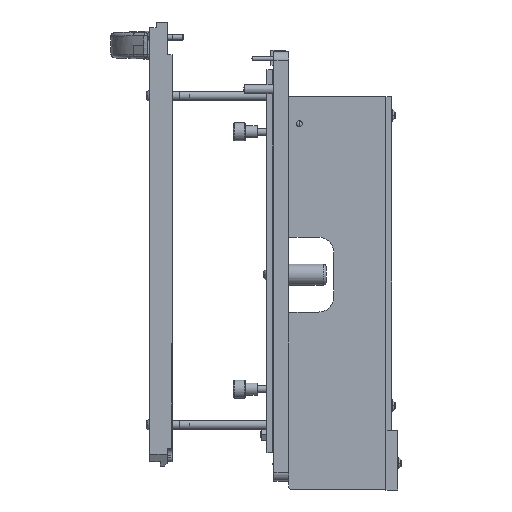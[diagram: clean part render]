
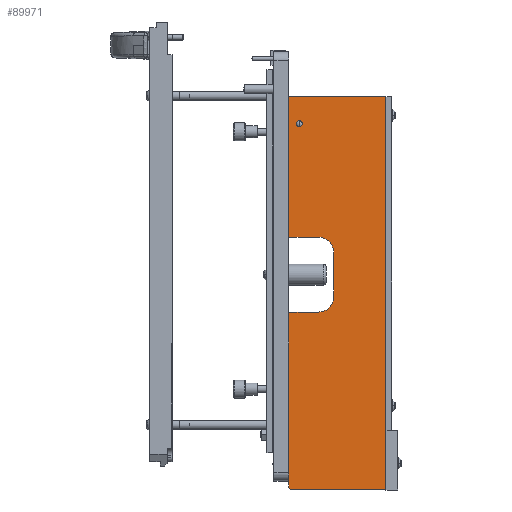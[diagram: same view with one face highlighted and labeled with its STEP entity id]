
A CAD part, left-side view. The second image highlights one B-rep face of the part: STEP entity #89971.
In plain terms, the highlighted face is planar.
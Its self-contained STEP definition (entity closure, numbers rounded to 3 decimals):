
#1597 = ORIENTED_EDGE ( 'NONE', *, *, #38217, .F. ) ;
#2090 = AXIS2_PLACEMENT_3D ( 'NONE', #83736, #69563, #48010 ) ;
#3532 = DIRECTION ( 'NONE',  ( 0., -1., 0. ) ) ;
#3868 = VERTEX_POINT ( 'NONE', #12843 ) ;
#4405 = CARTESIAN_POINT ( 'NONE',  ( 5., 65., 131.5 ) ) ;
#4924 = LINE ( 'NONE', #26744, #54806 ) ;
#6344 = ORIENTED_EDGE ( 'NONE', *, *, #13324, .T. ) ;
#6983 = ORIENTED_EDGE ( 'NONE', *, *, #79851, .F. ) ;
#7256 = EDGE_CURVE ( 'NONE', #3868, #90525, #80522, .T. ) ;
#7476 = LINE ( 'NONE', #9214, #50688 ) ;
#9214 = CARTESIAN_POINT ( 'NONE',  ( 5., 65., 131.5 ) ) ;
#9472 = DIRECTION ( 'NONE',  ( 0., 1., 0. ) ) ;
#10014 = CARTESIAN_POINT ( 'NONE',  ( 5., 45., -27.5 ) ) ;
#11670 = ORIENTED_EDGE ( 'NONE', *, *, #91280, .F. ) ;
#11672 = CARTESIAN_POINT ( 'NONE',  ( 5., 65., 12.5 ) ) ;
#12843 = CARTESIAN_POINT ( 'NONE',  ( 5., 63.845, 131.5 ) ) ;
#13162 = DIRECTION ( 'NONE',  ( 0., 0., -1. ) ) ;
#13324 = EDGE_CURVE ( 'NONE', #79763, #3868, #50122, .T. ) ;
#14906 = LINE ( 'NONE', #62478, #71166 ) ;
#15321 = ORIENTED_EDGE ( 'NONE', *, *, #29208, .T. ) ;
#15838 = AXIS2_PLACEMENT_3D ( 'NONE', #10014, #23969, #80798 ) ;
#17231 = CARTESIAN_POINT ( 'NONE',  ( 5., 65., -131.5 ) ) ;
#18981 = VERTEX_POINT ( 'NONE', #73661 ) ;
#20814 = CIRCLE ( 'NONE', #15838, 10. ) ;
#22590 = ORIENTED_EDGE ( 'NONE', *, *, #7256, .T. ) ;
#23969 = DIRECTION ( 'NONE',  ( 1., 0., 0. ) ) ;
#24357 = DIRECTION ( 'NONE',  ( 0., 0., -1. ) ) ;
#25257 = LINE ( 'NONE', #17231, #64064 ) ;
#25309 = EDGE_CURVE ( 'NONE', #85656, #51896, #26099, .T. ) ;
#26099 = LINE ( 'NONE', #11672, #46052 ) ;
#26160 = AXIS2_PLACEMENT_3D ( 'NONE', #63439, #56393, #62820 ) ;
#26744 = CARTESIAN_POINT ( 'NONE',  ( 5., 0., 131.5 ) ) ;
#27513 = VERTEX_POINT ( 'NONE', #71379 ) ;
#29208 = EDGE_CURVE ( 'NONE', #90525, #27513, #4924, .T. ) ;
#32332 = CARTESIAN_POINT ( 'NONE',  ( 5., 65., 131.5 ) ) ;
#33329 = ORIENTED_EDGE ( 'NONE', *, *, #75117, .F. ) ;
#33803 = DIRECTION ( 'NONE',  ( -1., 0., 0. ) ) ;
#34139 = EDGE_CURVE ( 'NONE', #42186, #18981, #70913, .T. ) ;
#36050 = VERTEX_POINT ( 'NONE', #74760 ) ;
#37664 = CARTESIAN_POINT ( 'NONE',  ( 5., 65., -37.5 ) ) ;
#38217 = EDGE_CURVE ( 'NONE', #36050, #42186, #20814, .T. ) ;
#38310 = CARTESIAN_POINT ( 'NONE',  ( 5., 57.9, -115.5 ) ) ;
#38505 = VECTOR ( 'NONE', #53961, 1000. ) ;
#38525 = CIRCLE ( 'NONE', #26160, 10. ) ;
#38877 = DIRECTION ( 'NONE',  ( -1., 0., 0. ) ) ;
#41160 = CIRCLE ( 'NONE', #87574, 2. ) ;
#41161 = DIRECTION ( 'NONE',  ( 0., 0., -1. ) ) ;
#42186 = VERTEX_POINT ( 'NONE', #59587 ) ;
#43100 = ORIENTED_EDGE ( 'NONE', *, *, #34139, .F. ) ;
#43171 = EDGE_LOOP ( 'NONE', ( #68733, #44474 ) ) ;
#43309 = VECTOR ( 'NONE', #9472, 1000. ) ;
#43545 = EDGE_CURVE ( 'NONE', #73342, #77416, #73973, .T. ) ;
#44474 = ORIENTED_EDGE ( 'NONE', *, *, #43545, .T. ) ;
#45905 = CARTESIAN_POINT ( 'NONE',  ( 5., 0., 131.5 ) ) ;
#46052 = VECTOR ( 'NONE', #46684, 1000. ) ;
#46632 = EDGE_CURVE ( 'NONE', #77416, #73342, #41160, .T. ) ;
#46684 = DIRECTION ( 'NONE',  ( 0., -1., 0. ) ) ;
#48010 = DIRECTION ( 'NONE',  ( 0., 0., 1. ) ) ;
#49602 = LINE ( 'NONE', #72583, #71645 ) ;
#50122 = LINE ( 'NONE', #55771, #60037 ) ;
#50428 = CARTESIAN_POINT ( 'NONE',  ( 5., 65., 129.5 ) ) ;
#50688 = VECTOR ( 'NONE', #59049, 1000. ) ;
#51896 = VERTEX_POINT ( 'NONE', #77312 ) ;
#53961 = DIRECTION ( 'NONE',  ( 0., -1., 0. ) ) ;
#54806 = VECTOR ( 'NONE', #13162, 1000. ) ;
#55075 = FACE_OUTER_BOUND ( 'NONE', #65140, .T. ) ;
#55771 = CARTESIAN_POINT ( 'NONE',  ( 5., 65., 129.5 ) ) ;
#56393 = DIRECTION ( 'NONE',  ( 1., 0., 0. ) ) ;
#59049 = DIRECTION ( 'NONE',  ( 0., 0., -1. ) ) ;
#59587 = CARTESIAN_POINT ( 'NONE',  ( 5., 45., -37.5 ) ) ;
#60037 = VECTOR ( 'NONE', #62811, 1000. ) ;
#62325 = CARTESIAN_POINT ( 'NONE',  ( 5., 65., 12.5 ) ) ;
#62478 = CARTESIAN_POINT ( 'NONE',  ( 5., 35., 2.5 ) ) ;
#62811 = DIRECTION ( 'NONE',  ( 0., -0.5, 0.866 ) ) ;
#62820 = DIRECTION ( 'NONE',  ( 0., 0., -1. ) ) ;
#63439 = CARTESIAN_POINT ( 'NONE',  ( 5., 45., 2.5 ) ) ;
#64064 = VECTOR ( 'NONE', #3532, 1000. ) ;
#65140 = EDGE_LOOP ( 'NONE', ( #67909, #6344, #22590, #15321, #33329, #6983, #43100, #1597, #11670, #77071, #84109 ) ) ;
#66633 = CARTESIAN_POINT ( 'NONE',  ( 5., 35., 2.5 ) ) ;
#67909 = ORIENTED_EDGE ( 'NONE', *, *, #79981, .F. ) ;
#68733 = ORIENTED_EDGE ( 'NONE', *, *, #46632, .T. ) ;
#69035 = CARTESIAN_POINT ( 'NONE',  ( 5., 57.9, -113.5 ) ) ;
#69328 = DIRECTION ( 'NONE',  ( 0., 0., 1. ) ) ;
#69535 = VERTEX_POINT ( 'NONE', #66633 ) ;
#69563 = DIRECTION ( 'NONE',  ( -1., 0., 0. ) ) ;
#70913 = LINE ( 'NONE', #37664, #43309 ) ;
#71166 = VECTOR ( 'NONE', #41161, 1000. ) ;
#71379 = CARTESIAN_POINT ( 'NONE',  ( 5., 0., -131.5 ) ) ;
#71645 = VECTOR ( 'NONE', #24357, 1000. ) ;
#72583 = CARTESIAN_POINT ( 'NONE',  ( 5., 65., 131.5 ) ) ;
#73342 = VERTEX_POINT ( 'NONE', #38310 ) ;
#73661 = CARTESIAN_POINT ( 'NONE',  ( 5., 65., -37.5 ) ) ;
#73797 = FACE_BOUND ( 'NONE', #43171, .T. ) ;
#73973 = CIRCLE ( 'NONE', #2090, 2. ) ;
#74379 = AXIS2_PLACEMENT_3D ( 'NONE', #32332, #38877, #81192 ) ;
#74760 = CARTESIAN_POINT ( 'NONE',  ( 5., 35., -27.5 ) ) ;
#75117 = EDGE_CURVE ( 'NONE', #89559, #27513, #25257, .T. ) ;
#77071 = ORIENTED_EDGE ( 'NONE', *, *, #88008, .F. ) ;
#77312 = CARTESIAN_POINT ( 'NONE',  ( 5., 45., 12.5 ) ) ;
#77416 = VERTEX_POINT ( 'NONE', #87076 ) ;
#79763 = VERTEX_POINT ( 'NONE', #50428 ) ;
#79851 = EDGE_CURVE ( 'NONE', #18981, #89559, #7476, .T. ) ;
#79981 = EDGE_CURVE ( 'NONE', #79763, #85656, #49602, .T. ) ;
#80522 = LINE ( 'NONE', #4405, #38505 ) ;
#80798 = DIRECTION ( 'NONE',  ( 0., 0., -1. ) ) ;
#80879 = PLANE ( 'NONE',  #74379 ) ;
#81192 = DIRECTION ( 'NONE',  ( 0., 0., 1. ) ) ;
#83736 = CARTESIAN_POINT ( 'NONE',  ( 5., 57.9, -113.5 ) ) ;
#84109 = ORIENTED_EDGE ( 'NONE', *, *, #25309, .F. ) ;
#84334 = CARTESIAN_POINT ( 'NONE',  ( 5., 65., -131.5 ) ) ;
#85656 = VERTEX_POINT ( 'NONE', #62325 ) ;
#87076 = CARTESIAN_POINT ( 'NONE',  ( 5., 57.9, -111.5 ) ) ;
#87574 = AXIS2_PLACEMENT_3D ( 'NONE', #69035, #33803, #69328 ) ;
#88008 = EDGE_CURVE ( 'NONE', #51896, #69535, #38525, .T. ) ;
#89559 = VERTEX_POINT ( 'NONE', #84334 ) ;
#89971 = ADVANCED_FACE ( 'NONE', ( #73797, #55075 ), #80879, .F. ) ;
#90525 = VERTEX_POINT ( 'NONE', #45905 ) ;
#91280 = EDGE_CURVE ( 'NONE', #69535, #36050, #14906, .T. ) ;
